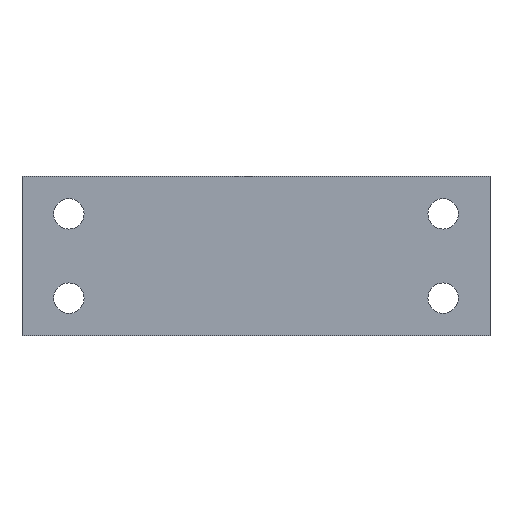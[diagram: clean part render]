
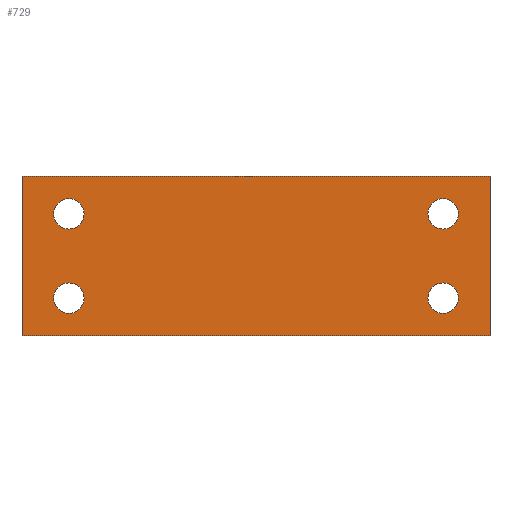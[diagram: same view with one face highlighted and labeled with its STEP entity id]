
A CAD part, front view. The second image highlights one B-rep face of the part: STEP entity #729.
In plain terms, the highlighted planar face has unit normal (0, -1, 0).
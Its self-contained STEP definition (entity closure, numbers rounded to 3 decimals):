
#36=DIRECTION('',(1.,0.,0.));
#37=VECTOR('',#36,100.);
#38=CARTESIAN_POINT('',(-50.,0.,-17.));
#39=LINE('',#38,#37);
#152=DIRECTION('',(0.,0.,1.));
#153=VECTOR('',#152,34.);
#154=CARTESIAN_POINT('',(-50.,0.,-17.));
#155=LINE('',#154,#153);
#156=CARTESIAN_POINT('',(-40.,0.,-9.));
#157=DIRECTION('',(0.,1.,0.));
#158=DIRECTION('',(1.,0.,0.));
#159=AXIS2_PLACEMENT_3D('',#156,#157,#158);
#161=CARTESIAN_POINT('',(-40.,0.,-9.));
#162=DIRECTION('',(0.,1.,0.));
#163=DIRECTION('',(-1.,0.,0.));
#164=AXIS2_PLACEMENT_3D('',#161,#162,#163);
#166=CARTESIAN_POINT('',(-40.,0.,9.));
#167=DIRECTION('',(0.,1.,0.));
#168=DIRECTION('',(1.,0.,0.));
#169=AXIS2_PLACEMENT_3D('',#166,#167,#168);
#171=CARTESIAN_POINT('',(-40.,0.,9.));
#172=DIRECTION('',(0.,1.,0.));
#173=DIRECTION('',(-1.,0.,0.));
#174=AXIS2_PLACEMENT_3D('',#171,#172,#173);
#176=CARTESIAN_POINT('',(40.,0.,9.));
#177=DIRECTION('',(0.,1.,0.));
#178=DIRECTION('',(1.,0.,0.));
#179=AXIS2_PLACEMENT_3D('',#176,#177,#178);
#181=CARTESIAN_POINT('',(40.,0.,9.));
#182=DIRECTION('',(0.,1.,0.));
#183=DIRECTION('',(-1.,0.,0.));
#184=AXIS2_PLACEMENT_3D('',#181,#182,#183);
#186=CARTESIAN_POINT('',(40.,0.,-9.));
#187=DIRECTION('',(0.,1.,0.));
#188=DIRECTION('',(1.,0.,0.));
#189=AXIS2_PLACEMENT_3D('',#186,#187,#188);
#191=CARTESIAN_POINT('',(40.,0.,-9.));
#192=DIRECTION('',(0.,1.,0.));
#193=DIRECTION('',(-1.,0.,0.));
#194=AXIS2_PLACEMENT_3D('',#191,#192,#193);
#222=DIRECTION('',(1.,0.,0.));
#223=VECTOR('',#222,100.);
#224=CARTESIAN_POINT('',(-50.,0.,17.));
#225=LINE('',#224,#223);
#341=DIRECTION('',(0.,0.,1.));
#342=VECTOR('',#341,34.);
#343=CARTESIAN_POINT('',(50.,0.,-17.));
#344=LINE('',#343,#342);
#377=CARTESIAN_POINT('',(-50.,0.,-17.));
#378=CARTESIAN_POINT('',(50.,0.,-17.));
#379=VERTEX_POINT('',#377);
#380=VERTEX_POINT('',#378);
#393=CARTESIAN_POINT('',(-50.,0.,17.));
#394=CARTESIAN_POINT('',(50.,0.,17.));
#395=VERTEX_POINT('',#393);
#396=VERTEX_POINT('',#394);
#421=CARTESIAN_POINT('',(-36.75,0.,-9.));
#422=CARTESIAN_POINT('',(-43.25,0.,-9.));
#423=VERTEX_POINT('',#421);
#424=VERTEX_POINT('',#422);
#425=CARTESIAN_POINT('',(-36.75,0.,9.));
#426=CARTESIAN_POINT('',(-43.25,0.,9.));
#427=VERTEX_POINT('',#425);
#428=VERTEX_POINT('',#426);
#429=CARTESIAN_POINT('',(43.25,0.,9.));
#430=CARTESIAN_POINT('',(36.75,0.,9.));
#431=VERTEX_POINT('',#429);
#432=VERTEX_POINT('',#430);
#433=CARTESIAN_POINT('',(43.25,0.,-9.));
#434=CARTESIAN_POINT('',(36.75,0.,-9.));
#435=VERTEX_POINT('',#433);
#436=VERTEX_POINT('',#434);
#692=CARTESIAN_POINT('',(-50.,0.,-17.));
#693=DIRECTION('',(0.,-1.,0.));
#694=DIRECTION('',(1.,0.,0.));
#695=AXIS2_PLACEMENT_3D('',#692,#693,#694);
#696=PLANE('',#695);
#697=ORIENTED_EDGE('',*,*,#506,.F.);
#699=ORIENTED_EDGE('',*,*,#698,.T.);
#701=ORIENTED_EDGE('',*,*,#700,.T.);
#703=ORIENTED_EDGE('',*,*,#702,.F.);
#704=EDGE_LOOP('',(#697,#699,#701,#703));
#705=FACE_OUTER_BOUND('',#704,.F.);
#706=ORIENTED_EDGE('',*,*,#682,.F.);
#708=ORIENTED_EDGE('',*,*,#707,.F.);
#709=EDGE_LOOP('',(#706,#708));
#710=FACE_BOUND('',#709,.F.);
#712=ORIENTED_EDGE('',*,*,#711,.F.);
#714=ORIENTED_EDGE('',*,*,#713,.F.);
#715=EDGE_LOOP('',(#712,#714));
#716=FACE_BOUND('',#715,.F.);
#718=ORIENTED_EDGE('',*,*,#717,.F.);
#720=ORIENTED_EDGE('',*,*,#719,.F.);
#721=EDGE_LOOP('',(#718,#720));
#722=FACE_BOUND('',#721,.F.);
#724=ORIENTED_EDGE('',*,*,#723,.F.);
#726=ORIENTED_EDGE('',*,*,#725,.F.);
#727=EDGE_LOOP('',(#724,#726));
#728=FACE_BOUND('',#727,.F.);
#729=ADVANCED_FACE('',(#705,#710,#716,#722,#728),#696,.T.);
#160=CIRCLE('',#159,3.25);
#165=CIRCLE('',#164,3.25);
#170=CIRCLE('',#169,3.25);
#175=CIRCLE('',#174,3.25);
#180=CIRCLE('',#179,3.25);
#185=CIRCLE('',#184,3.25);
#190=CIRCLE('',#189,3.25);
#195=CIRCLE('',#194,3.25);
#506=EDGE_CURVE('',#379,#380,#39,.T.);
#682=EDGE_CURVE('',#423,#424,#160,.T.);
#698=EDGE_CURVE('',#379,#395,#155,.T.);
#700=EDGE_CURVE('',#395,#396,#225,.T.);
#702=EDGE_CURVE('',#380,#396,#344,.T.);
#707=EDGE_CURVE('',#424,#423,#165,.T.);
#711=EDGE_CURVE('',#427,#428,#170,.T.);
#713=EDGE_CURVE('',#428,#427,#175,.T.);
#717=EDGE_CURVE('',#431,#432,#180,.T.);
#719=EDGE_CURVE('',#432,#431,#185,.T.);
#723=EDGE_CURVE('',#435,#436,#190,.T.);
#725=EDGE_CURVE('',#436,#435,#195,.T.);
